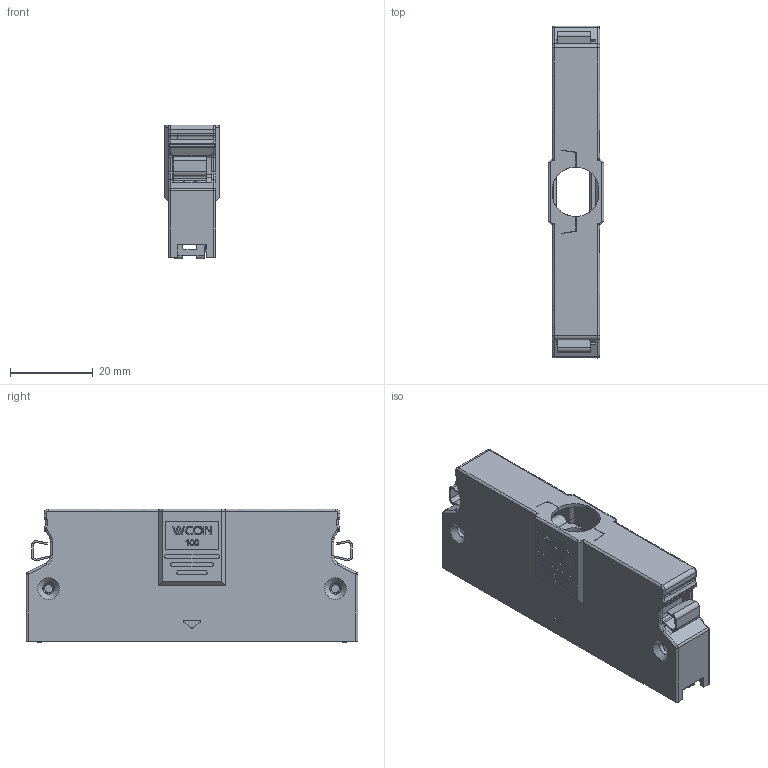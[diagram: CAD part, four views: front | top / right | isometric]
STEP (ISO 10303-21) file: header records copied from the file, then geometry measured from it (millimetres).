
FILE_DESCRIPTION( ('This file contains a STEP AP42 implementation' ,'as created by ZW3D STEP Interface translator.') ,'2;1' );
FILE_NAME( '6328M-100S00M001W.stp' ,'2311 7.14 658', (''), ('ZWCAD Software Co.'), 'Version 1.0', 'ZW3D to STEP translator', '' );
FILE_SCHEMA(('AUTOMOTIVE_DESIGN { 1 0 10303 214 1 1 1 1 }'));
Length unit declared in the file: millimetre
Products named in the file (2): 0; 6328M-100S00M001W.stpWZH
Bounding box: 13.5 x 80.42 x 32.4 mm (x, y, z)
Surface area: 14976.3 mm2 (no closed solid volume)
Topology: 0 solids, 1 shells, 963 faces, 2627 edges, 1691 vertices
Faces by surface type: plane 472, cylinder 298, bspline 175, cone 18
Full cylindrical faces by diameter (mm): 1.6 x2, 2.05 x52, 2.9 x2
Entity records: 39590 total; most frequent: CARTESIAN_POINT 15045, ORIENTED_EDGE 5239, DIRECTION 4538, EDGE_CURVE 2623, VECTOR 1700, LINE 1700, VERTEX_POINT 1691, AXIS2_PLACEMENT_3D 1419
